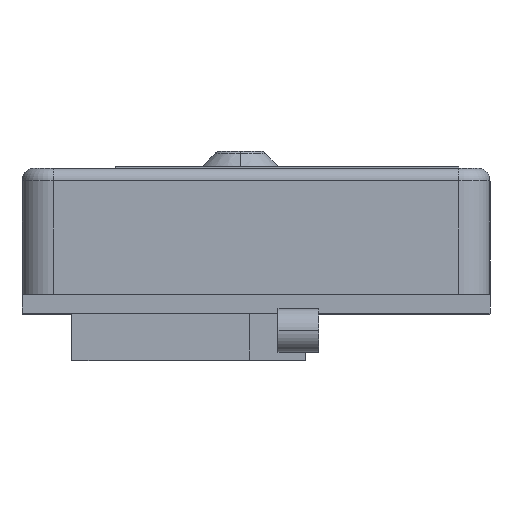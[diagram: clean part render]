
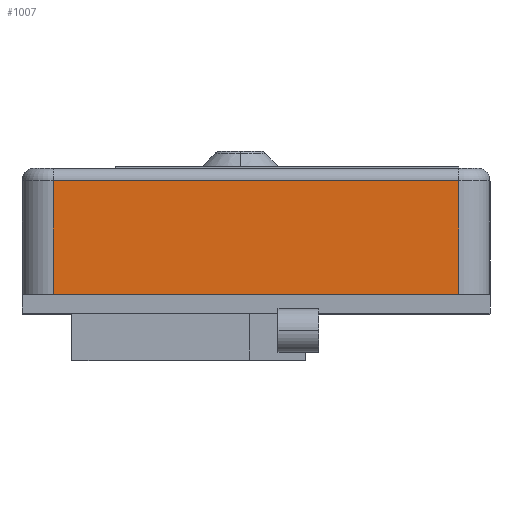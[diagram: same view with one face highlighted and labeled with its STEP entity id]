
A CAD part, top view. The second image highlights one B-rep face of the part: STEP entity #1007.
In plain terms, the highlighted planar face has unit normal (0, 0, 1).
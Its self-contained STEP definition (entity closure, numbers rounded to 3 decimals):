
#984 = VERTEX_POINT ( 'NONE', #11402 ) ;
#990 = ORIENTED_EDGE ( 'NONE', *, *, #1067, .T. ) ;
#995 = EDGE_CURVE ( 'NONE', #1125, #1126, #11349, .T. ) ;
#1001 = EDGE_CURVE ( 'NONE', #984, #1008, #11390, .T. ) ;
#1007 = ADVANCED_FACE ( 'NONE', ( #11345 ), #10913, .F. ) ;
#1008 = VERTEX_POINT ( 'NONE', #11562 ) ;
#1011 = EDGE_CURVE ( 'NONE', #1126, #984, #11480, .T. ) ;
#1014 = ORIENTED_EDGE ( 'NONE', *, *, #1011, .T. ) ;
#1051 = ORIENTED_EDGE ( 'NONE', *, *, #995, .T. ) ;
#1057 = ORIENTED_EDGE ( 'NONE', *, *, #1001, .T. ) ;
#1067 = EDGE_CURVE ( 'NONE', #1008, #1125, #11556, .T. ) ;
#1071 = EDGE_LOOP ( 'NONE', ( #1051, #1014, #1057, #990 ) ) ;
#1125 = VERTEX_POINT ( 'NONE', #11663 ) ;
#1126 = VERTEX_POINT ( 'NONE', #11824 ) ;
#10906 = DIRECTION ( 'NONE',  ( -1., 0., 0. ) ) ;
#10907 = DIRECTION ( 'NONE',  ( 0., 0., -1. ) ) ;
#10908 = CARTESIAN_POINT ( 'NONE',  ( -7.5, 4.65, 7.5 ) ) ;
#10909 = AXIS2_PLACEMENT_3D ( 'NONE', #10908, #10907, #10906 ) ;
#10913 = PLANE ( 'NONE',  #10909 ) ;
#11345 = FACE_OUTER_BOUND ( 'NONE', #1071, .T. ) ;
#11346 = DIRECTION ( 'NONE',  ( 0., 1., 0. ) ) ;
#11347 = VECTOR ( 'NONE', #11346, 1000. ) ;
#11348 = CARTESIAN_POINT ( 'NONE',  ( 6.5, 4.65, 7.5 ) ) ;
#11349 = LINE ( 'NONE', #11348, #11347 ) ;
#11387 = DIRECTION ( 'NONE',  ( 0., -1., 0. ) ) ;
#11388 = VECTOR ( 'NONE', #11387, 1000. ) ;
#11389 = CARTESIAN_POINT ( 'NONE',  ( -6.5, 4.65, 7.5 ) ) ;
#11390 = LINE ( 'NONE', #11389, #11388 ) ;
#11402 = CARTESIAN_POINT ( 'NONE',  ( -6.5, 4.25, 7.5 ) ) ;
#11477 = DIRECTION ( 'NONE',  ( -1., 0., 0. ) ) ;
#11478 = VECTOR ( 'NONE', #11477, 1000. ) ;
#11479 = CARTESIAN_POINT ( 'NONE',  ( -7.5, 4.25, 7.5 ) ) ;
#11480 = LINE ( 'NONE', #11479, #11478 ) ;
#11553 = DIRECTION ( 'NONE',  ( 1., 0., 0. ) ) ;
#11554 = VECTOR ( 'NONE', #11553, 1000. ) ;
#11555 = CARTESIAN_POINT ( 'NONE',  ( -7.5, 0.6, 7.5 ) ) ;
#11556 = LINE ( 'NONE', #11555, #11554 ) ;
#11562 = CARTESIAN_POINT ( 'NONE',  ( -6.5, 0.6, 7.5 ) ) ;
#11663 = CARTESIAN_POINT ( 'NONE',  ( 6.5, 0.6, 7.5 ) ) ;
#11824 = CARTESIAN_POINT ( 'NONE',  ( 6.5, 4.25, 7.5 ) ) ;
